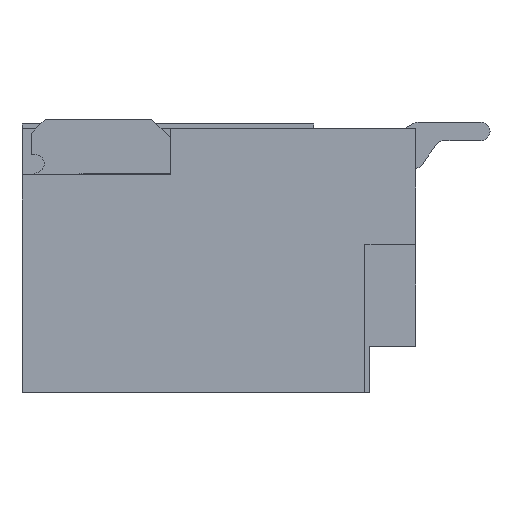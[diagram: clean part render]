
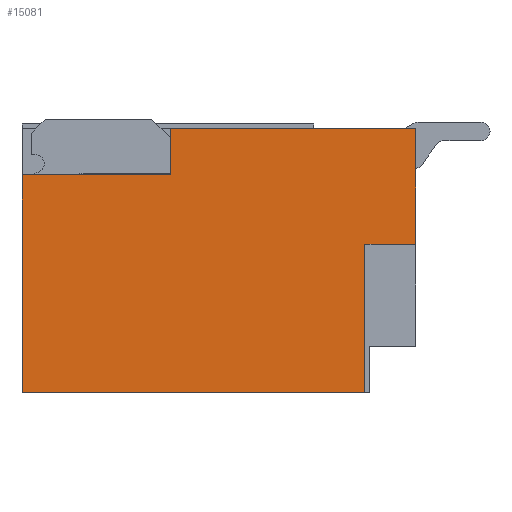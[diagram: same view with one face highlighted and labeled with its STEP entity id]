
A CAD part, left-side view. The second image highlights one B-rep face of the part: STEP entity #15081.
In plain terms, the highlighted planar face has unit normal (-1, 0, 0).
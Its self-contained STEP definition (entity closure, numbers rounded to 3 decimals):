
#81 = EDGE_CURVE ( 'NONE', #1097, #9468, #14668, .T. ) ;
#265 = DIRECTION ( 'NONE',  ( 0., 1., 0. ) ) ;
#749 = VECTOR ( 'NONE', #265, 1000. ) ;
#818 = CARTESIAN_POINT ( 'NONE',  ( -8.083, 2.264, 3.575 ) ) ;
#918 = CARTESIAN_POINT ( 'NONE',  ( -8.083, -1.986, 6.475 ) ) ;
#1097 = VERTEX_POINT ( 'NONE', #818 ) ;
#1202 = EDGE_LOOP ( 'NONE', ( #2329, #9182, #7225, #12606, #6188, #14656, #1900, #3730 ) ) ;
#1312 = EDGE_CURVE ( 'NONE', #12710, #7431, #6443, .T. ) ;
#1900 = ORIENTED_EDGE ( 'NONE', *, *, #12150, .F. ) ;
#2100 = EDGE_CURVE ( 'NONE', #7431, #2525, #4071, .T. ) ;
#2329 = ORIENTED_EDGE ( 'NONE', *, *, #9332, .F. ) ;
#2415 = CARTESIAN_POINT ( 'NONE',  ( -8.083, 2.264, 6.475 ) ) ;
#2470 = CARTESIAN_POINT ( 'NONE',  ( -8.083, -1.986, 6.425 ) ) ;
#2525 = VERTEX_POINT ( 'NONE', #17486 ) ;
#2688 = LINE ( 'NONE', #2415, #13171 ) ;
#2722 = DIRECTION ( 'NONE',  ( 0., -1., 0. ) ) ;
#2730 = LINE ( 'NONE', #12487, #3392 ) ;
#2818 = VECTOR ( 'NONE', #13980, 1000. ) ;
#3048 = CARTESIAN_POINT ( 'NONE',  ( -8.083, 0.664, 6.475 ) ) ;
#3115 = EDGE_CURVE ( 'NONE', #1097, #12710, #2688, .T. ) ;
#3392 = VECTOR ( 'NONE', #15229, 1000. ) ;
#3409 = CARTESIAN_POINT ( 'NONE',  ( -8.083, 2.264, 3.575 ) ) ;
#3730 = ORIENTED_EDGE ( 'NONE', *, *, #16353, .F. ) ;
#4071 = LINE ( 'NONE', #3048, #4955 ) ;
#4955 = VECTOR ( 'NONE', #13874, 1000. ) ;
#5137 = DIRECTION ( 'NONE',  ( 0., -1., 0. ) ) ;
#5210 = VERTEX_POINT ( 'NONE', #2470 ) ;
#5303 = LINE ( 'NONE', #16294, #10221 ) ;
#5323 = VERTEX_POINT ( 'NONE', #6758 ) ;
#6188 = ORIENTED_EDGE ( 'NONE', *, *, #81, .T. ) ;
#6443 = LINE ( 'NONE', #13926, #2818 ) ;
#6758 = CARTESIAN_POINT ( 'NONE',  ( -8.083, -1.436, 5.175 ) ) ;
#7207 = CARTESIAN_POINT ( 'NONE',  ( -8.083, 2.264, 5.925 ) ) ;
#7225 = ORIENTED_EDGE ( 'NONE', *, *, #1312, .F. ) ;
#7404 = LINE ( 'NONE', #12634, #749 ) ;
#7431 = VERTEX_POINT ( 'NONE', #10956 ) ;
#8133 = EDGE_CURVE ( 'NONE', #5323, #9468, #8653, .T. ) ;
#8653 = LINE ( 'NONE', #11883, #17607 ) ;
#9182 = ORIENTED_EDGE ( 'NONE', *, *, #2100, .F. ) ;
#9332 = EDGE_CURVE ( 'NONE', #2525, #5210, #5303, .T. ) ;
#9468 = VERTEX_POINT ( 'NONE', #16749 ) ;
#9739 = VERTEX_POINT ( 'NONE', #17509 ) ;
#10221 = VECTOR ( 'NONE', #2722, 1000. ) ;
#10284 = FACE_OUTER_BOUND ( 'NONE', #1202, .T. ) ;
#10393 = PLANE ( 'NONE',  #15065 ) ;
#10956 = CARTESIAN_POINT ( 'NONE',  ( -8.083, 0.664, 5.925 ) ) ;
#11724 = DIRECTION ( 'NONE',  ( 1., 0., 0. ) ) ;
#11883 = CARTESIAN_POINT ( 'NONE',  ( -8.083, -1.436, 6.475 ) ) ;
#12150 = EDGE_CURVE ( 'NONE', #9739, #5323, #7404, .T. ) ;
#12487 = CARTESIAN_POINT ( 'NONE',  ( -8.083, -1.986, 6.475 ) ) ;
#12606 = ORIENTED_EDGE ( 'NONE', *, *, #3115, .F. ) ;
#12634 = CARTESIAN_POINT ( 'NONE',  ( -8.083, -1.986, 5.175 ) ) ;
#12710 = VERTEX_POINT ( 'NONE', #7207 ) ;
#13171 = VECTOR ( 'NONE', #16110, 1000. ) ;
#13320 = DIRECTION ( 'NONE',  ( 0., 0., -1. ) ) ;
#13874 = DIRECTION ( 'NONE',  ( 0., 0., 1. ) ) ;
#13926 = CARTESIAN_POINT ( 'NONE',  ( -8.083, -1.986, 5.925 ) ) ;
#13980 = DIRECTION ( 'NONE',  ( 0., -1., 0. ) ) ;
#14656 = ORIENTED_EDGE ( 'NONE', *, *, #8133, .F. ) ;
#14668 = LINE ( 'NONE', #3409, #17661 ) ;
#15065 = AXIS2_PLACEMENT_3D ( 'NONE', #918, #11724, #17300 ) ;
#15081 = ADVANCED_FACE ( 'NONE', ( #10284 ), #10393, .F. ) ;
#15229 = DIRECTION ( 'NONE',  ( 0., 0., -1. ) ) ;
#16110 = DIRECTION ( 'NONE',  ( 0., 0., 1. ) ) ;
#16294 = CARTESIAN_POINT ( 'NONE',  ( -8.083, -1.986, 6.425 ) ) ;
#16353 = EDGE_CURVE ( 'NONE', #5210, #9739, #2730, .T. ) ;
#16749 = CARTESIAN_POINT ( 'NONE',  ( -8.083, -1.436, 3.575 ) ) ;
#17300 = DIRECTION ( 'NONE',  ( 0., 0., -1. ) ) ;
#17486 = CARTESIAN_POINT ( 'NONE',  ( -8.083, 0.664, 6.425 ) ) ;
#17509 = CARTESIAN_POINT ( 'NONE',  ( -8.083, -1.986, 5.175 ) ) ;
#17607 = VECTOR ( 'NONE', #13320, 1000. ) ;
#17661 = VECTOR ( 'NONE', #5137, 1000. ) ;
